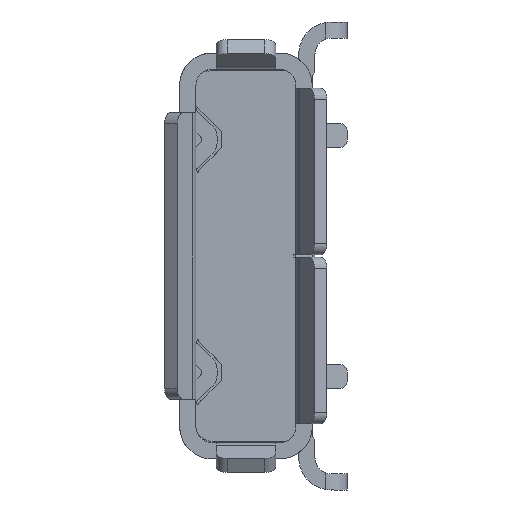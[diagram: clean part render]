
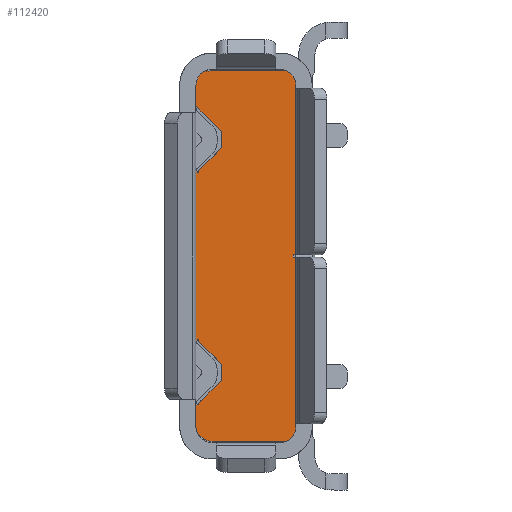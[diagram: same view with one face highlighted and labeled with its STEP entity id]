
A CAD part, left-side view. The second image highlights one B-rep face of the part: STEP entity #112420.
In plain terms, the highlighted planar face has unit normal (-1, 0, 0).
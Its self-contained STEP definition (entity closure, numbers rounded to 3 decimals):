
#60=CARTESIAN_POINT('',(2.7,0.21,2.311));
#70=DIRECTION('',(0.,0.,1.));
#80=VECTOR('',#70,1.);
#90=LINE('',#60,#80);
#100=CARTESIAN_POINT('',(2.7,0.21,-1.576));
#110=VERTEX_POINT('',#100);
#120=CARTESIAN_POINT('',(2.7,0.21,-1.55));
#130=VERTEX_POINT('',#120);
#140=EDGE_CURVE('',#110,#130,#90,.T.);
#1790=CARTESIAN_POINT('',(2.7,0.26,-1.55));
#1800=VERTEX_POINT('',#1790);
#1830=CARTESIAN_POINT('',(2.7,0.56,-1.55));
#1840=DIRECTION('',(0.,-1.,0.));
#1850=VECTOR('',#1840,1.);
#1860=LINE('',#1830,#1850);
#1870=EDGE_CURVE('',#1800,#130,#1860,.T.);
#3230=CARTESIAN_POINT('',(2.7,0.21,-2.75));
#3240=VERTEX_POINT('',#3230);
#3320=CARTESIAN_POINT('',(2.7,0.21,-2.724));
#3330=VERTEX_POINT('',#3320);
#3360=CARTESIAN_POINT('',(2.7,0.21,2.311));
#3370=DIRECTION('',(0.,0.,1.));
#3380=VECTOR('',#3370,1.);
#3390=LINE('',#3360,#3380);
#3400=EDGE_CURVE('',#3240,#3330,#3390,.T.);
#4100=CARTESIAN_POINT('',(2.7,0.21,1.55));
#4110=VERTEX_POINT('',#4100);
#4190=CARTESIAN_POINT('',(2.7,0.21,1.576));
#4200=VERTEX_POINT('',#4190);
#4230=EDGE_CURVE('',#4110,#4200,#90,.T.);
#4730=CARTESIAN_POINT('',(2.7,-0.21,2.311));
#4740=DIRECTION('',(0.,0.,1.));
#4750=VECTOR('',#4740,1.);
#4760=LINE('',#4730,#4750);
#4770=CARTESIAN_POINT('',(2.7,-0.21,-2.3));
#4780=VERTEX_POINT('',#4770);
#4790=CARTESIAN_POINT('',(2.7,-0.21,-2.));
#4800=VERTEX_POINT('',#4790);
#4810=EDGE_CURVE('',#4780,#4800,#4760,.T.);
#8590=CARTESIAN_POINT('',(2.7,-1.54,-0.025));
#8600=VERTEX_POINT('',#8590);
#8630=CARTESIAN_POINT('',(2.7,-1.54,2.311));
#8640=DIRECTION('',(0.,0.,-1.));
#8650=VECTOR('',#8640,1.);
#8660=LINE('',#8630,#8650);
#8670=CARTESIAN_POINT('',(2.7,-1.54,0.025));
#8680=VERTEX_POINT('',#8670);
#8690=EDGE_CURVE('',#8680,#8600,#8660,.T.);
#30600=CARTESIAN_POINT('',(2.7,-1.59,-0.025));
#30610=VERTEX_POINT('',#30600);
#30640=CARTESIAN_POINT('',(2.7,-1.89,-0.025));
#30650=DIRECTION('',(-0.,1.,0.));
#30660=VECTOR('',#30650,1.);
#30670=LINE('',#30640,#30660);
#30680=EDGE_CURVE('',#30610,#8600,#30670,.T.);
#47530=CARTESIAN_POINT('',(2.7,0.26,1.55));
#47540=VERTEX_POINT('',#47530);
#60020=CARTESIAN_POINT('',(2.7,-1.41,3.425));
#60030=VERTEX_POINT('',#60020);
#65470=CARTESIAN_POINT('',(2.7,-1.41,-3.425));
#65480=VERTEX_POINT('',#65470);
#98250=CARTESIAN_POINT('',(2.7,0.26,-3.15));
#98260=VERTEX_POINT('',#98250);
#98290=CARTESIAN_POINT('',(2.7,-0.04,-3.15));
#98300=DIRECTION('',(-1.,0.,0.));
#98310=DIRECTION('',(0.,-1.,0.));
#98320=AXIS2_PLACEMENT_3D('',#98290,#98300,#98310);
#98330=CIRCLE('',#98320,0.3);
#98340=CARTESIAN_POINT('',(2.7,0.21,-3.316));
#98350=VERTEX_POINT('',#98340);
#98360=EDGE_CURVE('',#98260,#98350,#98330,.T.);
#104170=CARTESIAN_POINT('',(2.7,-1.29,-3.15));
#104180=DIRECTION('',(1.,0.,0.));
#104190=DIRECTION('',(0.,1.,0.));
#104200=AXIS2_PLACEMENT_3D('',#104170,#104180,#104190);
#104210=CIRCLE('',#104200,0.3);
#104220=CARTESIAN_POINT('',(2.7,-1.59,-3.15));
#104230=VERTEX_POINT('V27',#104220);
#104240=EDGE_CURVE('',#104230,#65480,#104210,.T.);
#108320=CARTESIAN_POINT('',(2.7,0.07,3.429));
#108330=VERTEX_POINT('',#108320);
#108360=CARTESIAN_POINT('',(2.7,-0.04,3.15));
#108370=DIRECTION('',(-1.,0.,0.));
#108380=DIRECTION('',(0.,-1.,0.));
#108390=AXIS2_PLACEMENT_3D('',#108360,#108370,#108380);
#108400=CIRCLE('',#108390,0.3);
#108410=CARTESIAN_POINT('',(2.7,0.26,3.15));
#108420=VERTEX_POINT('',#108410);
#108430=EDGE_CURVE('',#108330,#108420,#108400,.T.);
#108560=CARTESIAN_POINT('',(2.7,0.56,1.55));
#108570=DIRECTION('',(0.,-1.,0.));
#108580=VECTOR('',#108570,1.);
#108590=LINE('',#108560,#108580);
#108600=EDGE_CURVE('',#47540,#4110,#108590,.T.);
#109680=CARTESIAN_POINT('',(2.7,0.26,2.311));
#109690=DIRECTION('',(0.,0.,-1.));
#109700=VECTOR('',#109690,1.);
#109710=LINE('',#109680,#109700);
#109720=EDGE_CURVE('',#47540,#1800,#109710,.T.);
#109830=CARTESIAN_POINT('',(2.7,0.26,-2.75));
#109840=VERTEX_POINT('',#109830);
#109870=CARTESIAN_POINT('',(2.7,0.26,2.311));
#109880=DIRECTION('',(0.,0.,-1.));
#109890=VECTOR('',#109880,1.);
#109900=LINE('',#109870,#109890);
#109910=EDGE_CURVE('',#109840,#98260,#109900,.T.);
#109990=CARTESIAN_POINT('',(2.7,0.26,2.311));
#110000=DIRECTION('',(0.,0.,-1.));
#110010=VECTOR('',#110000,1.);
#110020=LINE('',#109990,#110010);
#110030=CARTESIAN_POINT('',(2.7,0.26,2.775));
#110040=VERTEX_POINT('',#110030);
#110050=EDGE_CURVE('',#108420,#110040,#110020,.T.);
#110700=CARTESIAN_POINT('',(2.7,-1.59,2.311));
#110710=DIRECTION('',(0.,0.,1.));
#110720=VECTOR('',#110710,1.);
#110730=LINE('',#110700,#110720);
#110740=EDGE_CURVE('E26',#104230,#30610,#110730,.T.);
#111110=CARTESIAN_POINT('',(2.7,0.198,3.132));
#111120=DIRECTION('',(-1.,0.,0.));
#111130=DIRECTION('',(0.,-1.,0.));
#111140=AXIS2_PLACEMENT_3D('',#111110,#111120,#111130);
#111150=PLANE('',#111140);
#111160=ORIENTED_EDGE('',*,*,#110050,.T.);
#111170=ORIENTED_EDGE('',*,*,#108430,.T.);
#111180=CARTESIAN_POINT('',(2.7,0.07,2.311));
#111190=DIRECTION('',(0.,0.,-1.));
#111200=VECTOR('',#111190,1.);
#111210=LINE('',#111180,#111200);
#111220=CARTESIAN_POINT('',(2.7,0.07,3.404));
#111230=VERTEX_POINT('',#111220);
#111240=EDGE_CURVE('',#108330,#111230,#111210,.T.);
#111250=ORIENTED_EDGE('',*,*,#111240,.F.);
#111260=CARTESIAN_POINT('',(2.7,-0.04,3.125));
#111270=DIRECTION('',(1.,0.,0.));
#111280=DIRECTION('',(0.,1.,0.));
#111290=AXIS2_PLACEMENT_3D('',#111260,#111270,#111280);
#111300=CIRCLE('',#111290,0.3);
#111310=CARTESIAN_POINT('',(2.7,-0.04,3.425));
#111320=VERTEX_POINT('',#111310);
#111330=EDGE_CURVE('',#111230,#111320,#111300,.T.);
#111340=ORIENTED_EDGE('',*,*,#111330,.F.);
#111350=CARTESIAN_POINT('',(2.7,-0.04,3.425));
#111360=DIRECTION('',(0.,-1.,0.));
#111370=VECTOR('',#111360,1.);
#111380=LINE('',#111350,#111370);
#111390=EDGE_CURVE('',#111320,#60030,#111380,.T.);
#111400=ORIENTED_EDGE('',*,*,#111390,.F.);
#111410=CARTESIAN_POINT('',(2.7,-1.29,3.15));
#111420=DIRECTION('',(-1.,0.,0.));
#111430=DIRECTION('',(0.,-1.,0.));
#111440=AXIS2_PLACEMENT_3D('',#111410,#111420,#111430);
#111450=CIRCLE('',#111440,0.3);
#111460=CARTESIAN_POINT('',(2.7,-1.59,3.15));
#111470=VERTEX_POINT('V46',#111460);
#111480=EDGE_CURVE('',#111470,#60030,#111450,.T.);
#111490=ORIENTED_EDGE('',*,*,#111480,.T.);
#111500=CARTESIAN_POINT('',(2.7,-1.59,2.311));
#111510=DIRECTION('',(0.,0.,1.));
#111520=VECTOR('',#111510,1.);
#111530=LINE('',#111500,#111520);
#111540=CARTESIAN_POINT('',(2.7,-1.59,0.025));
#111550=VERTEX_POINT('',#111540);
#111560=EDGE_CURVE('',#111550,#111470,#111530,.T.);
#111570=ORIENTED_EDGE('',*,*,#111560,.T.);
#111580=CARTESIAN_POINT('',(2.7,-1.89,0.025));
#111590=DIRECTION('',(-0.,1.,0.));
#111600=VECTOR('',#111590,1.);
#111610=LINE('',#111580,#111600);
#111620=EDGE_CURVE('',#111550,#8680,#111610,.T.);
#111630=ORIENTED_EDGE('',*,*,#111620,.F.);
#111640=ORIENTED_EDGE('',*,*,#8690,.F.);
#111650=ORIENTED_EDGE('',*,*,#30680,.T.);
#111660=ORIENTED_EDGE('',*,*,#110740,.T.);
#111670=ORIENTED_EDGE('',*,*,#104240,.F.);
#111680=CARTESIAN_POINT('',(2.7,-0.04,-3.425));
#111690=DIRECTION('',(0.,-1.,0.));
#111700=VECTOR('',#111690,1.);
#111710=LINE('',#111680,#111700);
#111720=CARTESIAN_POINT('',(2.7,-0.04,-3.425));
#111730=VERTEX_POINT('',#111720);
#111740=EDGE_CURVE('',#111730,#65480,#111710,.T.);
#111750=ORIENTED_EDGE('',*,*,#111740,.T.);
#111760=CARTESIAN_POINT('',(2.7,-0.04,-3.125));
#111770=DIRECTION('',(1.,0.,0.));
#111780=DIRECTION('',(0.,1.,0.));
#111790=AXIS2_PLACEMENT_3D('',#111760,#111770,#111780);
#111800=CIRCLE('',#111790,0.3);
#111810=CARTESIAN_POINT('',(2.7,0.21,-3.291));
#111820=VERTEX_POINT('',#111810);
#111830=EDGE_CURVE('',#111730,#111820,#111800,.T.);
#111840=ORIENTED_EDGE('',*,*,#111830,.F.);
#111850=CARTESIAN_POINT('',(2.7,0.21,-3.35));
#111860=DIRECTION('',(0.,0.,1.));
#111870=VECTOR('',#111860,1.);
#111880=LINE('',#111850,#111870);
#111890=EDGE_CURVE('',#98350,#111820,#111880,.T.);
#111900=ORIENTED_EDGE('',*,*,#111890,.T.);
#111910=ORIENTED_EDGE('',*,*,#98360,.T.);
#111920=ORIENTED_EDGE('',*,*,#109910,.T.);
#111930=CARTESIAN_POINT('',(2.7,0.56,-2.75));
#111940=DIRECTION('',(0.,-1.,0.));
#111950=VECTOR('',#111940,1.);
#111960=LINE('',#111930,#111950);
#111970=EDGE_CURVE('',#109840,#3240,#111960,.T.);
#111980=ORIENTED_EDGE('',*,*,#111970,.F.);
#111990=ORIENTED_EDGE('',*,*,#3400,.F.);
#112000=CARTESIAN_POINT('',(2.7,-4.772,2.311));
#112010=DIRECTION('',(0.,-0.703,0.711));
#112020=VECTOR('',#112010,1.);
#112030=LINE('',#112000,#112020);
#112040=EDGE_CURVE('',#3330,#4780,#112030,.T.);
#112050=ORIENTED_EDGE('',*,*,#112040,.F.);
#112060=ORIENTED_EDGE('',*,*,#4810,.F.);
#112070=CARTESIAN_POINT('',(2.7,4.055,2.311));
#112080=DIRECTION('',(0.,0.703,0.711));
#112090=VECTOR('',#112080,1.);
#112100=LINE('',#112070,#112090);
#112110=EDGE_CURVE('',#4800,#110,#112100,.T.);
#112120=ORIENTED_EDGE('',*,*,#112110,.F.);
#112130=ORIENTED_EDGE('',*,*,#140,.F.);
#112140=ORIENTED_EDGE('',*,*,#1870,.T.);
#112150=ORIENTED_EDGE('',*,*,#109720,.T.);
#112160=ORIENTED_EDGE('',*,*,#108600,.F.);
#112170=ORIENTED_EDGE('',*,*,#4230,.F.);
#112180=CARTESIAN_POINT('',(2.7,-0.517,2.311));
#112190=DIRECTION('',(0.,-0.703,0.711));
#112200=VECTOR('',#112190,1.);
#112210=LINE('',#112180,#112200);
#112220=CARTESIAN_POINT('',(2.7,-0.21,2.));
#112230=VERTEX_POINT('',#112220);
#112240=EDGE_CURVE('',#4200,#112230,#112210,.T.);
#112250=ORIENTED_EDGE('',*,*,#112240,.F.);
#112260=CARTESIAN_POINT('',(2.7,-0.21,2.311));
#112270=DIRECTION('',(0.,0.,1.));
#112280=VECTOR('',#112270,1.);
#112290=LINE('',#112260,#112280);
#112300=CARTESIAN_POINT('',(2.7,-0.21,2.3));
#112310=VERTEX_POINT('',#112300);
#112320=EDGE_CURVE('',#112230,#112310,#112290,.T.);
#112330=ORIENTED_EDGE('',*,*,#112320,.F.);
#112340=CARTESIAN_POINT('',(2.7,-0.199,2.311));
#112350=DIRECTION('',(0.,0.703,0.711));
#112360=VECTOR('',#112350,1.);
#112370=LINE('',#112340,#112360);
#112380=EDGE_CURVE('',#112310,#110040,#112370,.T.);
#112390=ORIENTED_EDGE('',*,*,#112380,.F.);
#112400=EDGE_LOOP('',(#112390,#112330,#112250,#112170,#112160,#112150,
#112140,#112130,#112120,#112060,#112050,#111990,#111980,#111920,#111910,
#111900,#111840,#111750,#111670,#111660,#111650,#111640,#111630,#111570,
#111490,#111400,#111340,#111250,#111170,#111160));
#112410=FACE_OUTER_BOUND('',#112400,.T.);
#112420=ADVANCED_FACE('',(#112410),#111150,.T.);
